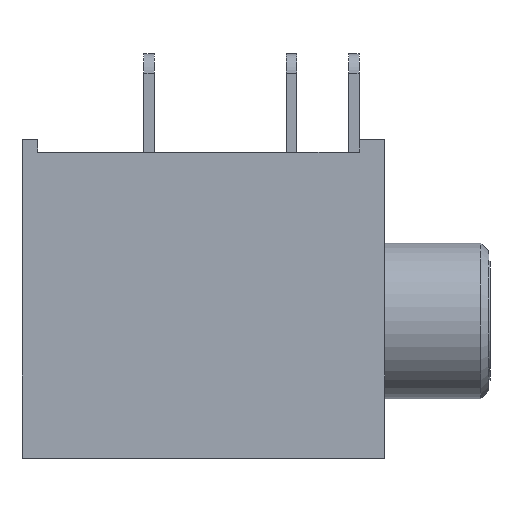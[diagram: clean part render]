
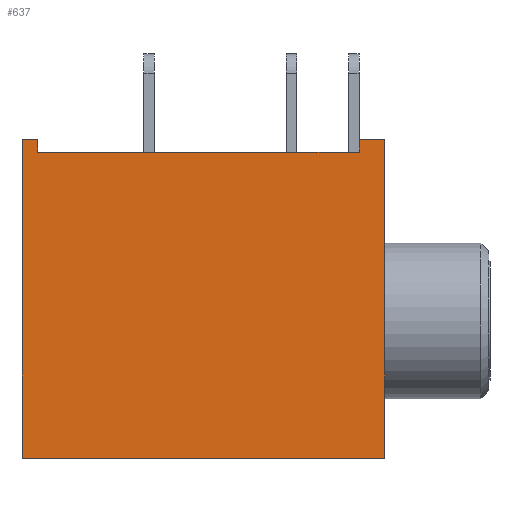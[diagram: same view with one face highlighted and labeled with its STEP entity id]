
A CAD part, front view. The second image highlights one B-rep face of the part: STEP entity #637.
In plain terms, the highlighted planar face has unit normal (0, -1, 0).
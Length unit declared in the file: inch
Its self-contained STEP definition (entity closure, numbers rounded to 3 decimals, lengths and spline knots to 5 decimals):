
#12 = DIRECTION ( 'NONE',  ( 0., 0., 1. ) ) ;
#15 = CARTESIAN_POINT ( 'NONE',  ( -0.19685, -0.19291, 0.27559 ) ) ;
#20 = LINE ( 'NONE', #296, #449 ) ;
#25 = VECTOR ( 'NONE', #498, 39.37008 ) ;
#92 = EDGE_CURVE ( 'NONE', #391, #423, #413, .T. ) ;
#94 = DIRECTION ( 'NONE',  ( 1., 0., 0. ) ) ;
#100 = CARTESIAN_POINT ( 'NONE',  ( -0.15748, -0.19291, 0.27559 ) ) ;
#105 = VECTOR ( 'NONE', #351, 39.37008 ) ;
#120 = DIRECTION ( 'NONE',  ( 1., 0., 0. ) ) ;
#123 = EDGE_LOOP ( 'NONE', ( #287, #605, #481, #1234, #1044, #1188, #936, #350 ) ) ;
#167 = VECTOR ( 'NONE', #714, 39.37008 ) ;
#240 = EDGE_CURVE ( 'NONE', #849, #391, #277, .T. ) ;
#246 = VECTOR ( 'NONE', #94, 39.37008 ) ;
#249 = LINE ( 'NONE', #630, #532 ) ;
#253 = CARTESIAN_POINT ( 'NONE',  ( -0.15748, -0.19291, -0.20866 ) ) ;
#277 = LINE ( 'NONE', #571, #945 ) ;
#287 = ORIENTED_EDGE ( 'NONE', *, *, #757, .F. ) ;
#296 = CARTESIAN_POINT ( 'NONE',  ( -0.19685, -0.19291, 0.27559 ) ) ;
#317 = VERTEX_POINT ( 'NONE', #415 ) ;
#350 = ORIENTED_EDGE ( 'NONE', *, *, #896, .F. ) ;
#351 = DIRECTION ( 'NONE',  ( 0., 0., -1. ) ) ;
#353 = PLANE ( 'NONE',  #1168 ) ;
#391 = VERTEX_POINT ( 'NONE', #573 ) ;
#413 = LINE ( 'NONE', #688, #167 ) ;
#415 = CARTESIAN_POINT ( 'NONE',  ( -0.15748, -0.19291, 0.27559 ) ) ;
#420 = CARTESIAN_POINT ( 'NONE',  ( -0.70866, -0.19291, -0.20866 ) ) ;
#423 = VERTEX_POINT ( 'NONE', #955 ) ;
#426 = LINE ( 'NONE', #436, #105 ) ;
#436 = CARTESIAN_POINT ( 'NONE',  ( -0.15748, -0.19291, -0.20866 ) ) ;
#449 = VECTOR ( 'NONE', #594, 39.37008 ) ;
#481 = ORIENTED_EDGE ( 'NONE', *, *, #812, .F. ) ;
#498 = DIRECTION ( 'NONE',  ( -1., 0., 0. ) ) ;
#532 = VECTOR ( 'NONE', #636, 39.37008 ) ;
#539 = VERTEX_POINT ( 'NONE', #420 ) ;
#550 = VERTEX_POINT ( 'NONE', #1073 ) ;
#555 = FACE_OUTER_BOUND ( 'NONE', #123, .T. ) ;
#571 = CARTESIAN_POINT ( 'NONE',  ( -0.15748, -0.19291, 0.27559 ) ) ;
#573 = CARTESIAN_POINT ( 'NONE',  ( -0.68504, -0.19291, 0.27559 ) ) ;
#594 = DIRECTION ( 'NONE',  ( 0., 0., 1. ) ) ;
#605 = ORIENTED_EDGE ( 'NONE', *, *, #1082, .F. ) ;
#630 = CARTESIAN_POINT ( 'NONE',  ( -0.19685, -0.19291, 0.25591 ) ) ;
#636 = DIRECTION ( 'NONE',  ( 1., 0., 0. ) ) ;
#637 = ADVANCED_FACE ( 'NONE', ( #555 ), #353, .F. ) ;
#659 = LINE ( 'NONE', #100, #246 ) ;
#688 = CARTESIAN_POINT ( 'NONE',  ( -0.68504, -0.19291, 0.27559 ) ) ;
#713 = CARTESIAN_POINT ( 'NONE',  ( -0.70866, -0.19291, 0.27559 ) ) ;
#714 = DIRECTION ( 'NONE',  ( 0., 0., -1. ) ) ;
#757 = EDGE_CURVE ( 'NONE', #769, #317, #659, .T. ) ;
#769 = VERTEX_POINT ( 'NONE', #15 ) ;
#774 = LINE ( 'NONE', #869, #1090 ) ;
#812 = EDGE_CURVE ( 'NONE', #423, #550, #249, .T. ) ;
#847 = DIRECTION ( 'NONE',  ( 0., 0., 1. ) ) ;
#849 = VERTEX_POINT ( 'NONE', #713 ) ;
#869 = CARTESIAN_POINT ( 'NONE',  ( -0.70866, -0.19291, 0.27559 ) ) ;
#896 = EDGE_CURVE ( 'NONE', #317, #1147, #426, .T. ) ;
#936 = ORIENTED_EDGE ( 'NONE', *, *, #1094, .F. ) ;
#945 = VECTOR ( 'NONE', #120, 39.37008 ) ;
#955 = CARTESIAN_POINT ( 'NONE',  ( -0.68504, -0.19291, 0.25591 ) ) ;
#972 = CARTESIAN_POINT ( 'NONE',  ( -0.15748, -0.19291, -0.20866 ) ) ;
#1021 = EDGE_CURVE ( 'NONE', #539, #849, #774, .T. ) ;
#1024 = DIRECTION ( 'NONE',  ( 0., 1., 0. ) ) ;
#1031 = CARTESIAN_POINT ( 'NONE',  ( -0.15748, -0.19291, 0.27559 ) ) ;
#1044 = ORIENTED_EDGE ( 'NONE', *, *, #240, .F. ) ;
#1073 = CARTESIAN_POINT ( 'NONE',  ( -0.19685, -0.19291, 0.25591 ) ) ;
#1077 = LINE ( 'NONE', #972, #25 ) ;
#1082 = EDGE_CURVE ( 'NONE', #550, #769, #20, .T. ) ;
#1090 = VECTOR ( 'NONE', #12, 39.37008 ) ;
#1094 = EDGE_CURVE ( 'NONE', #1147, #539, #1077, .T. ) ;
#1147 = VERTEX_POINT ( 'NONE', #253 ) ;
#1168 = AXIS2_PLACEMENT_3D ( 'NONE', #1031, #1024, #847 ) ;
#1188 = ORIENTED_EDGE ( 'NONE', *, *, #1021, .F. ) ;
#1234 = ORIENTED_EDGE ( 'NONE', *, *, #92, .F. ) ;
